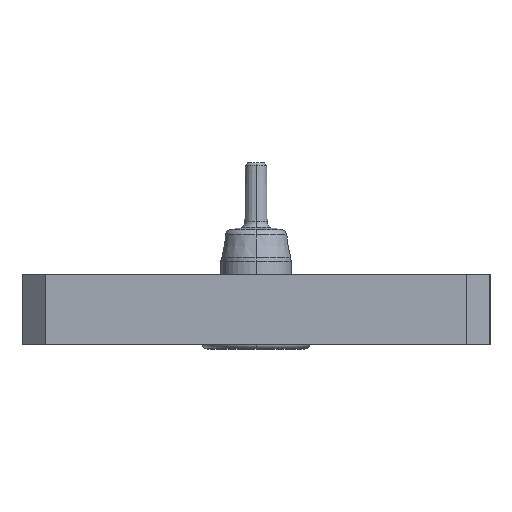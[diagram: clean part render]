
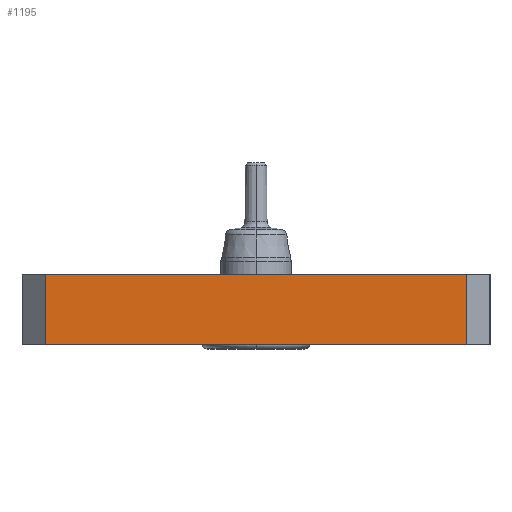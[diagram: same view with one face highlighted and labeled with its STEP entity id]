
A CAD part, left-side view. The second image highlights one B-rep face of the part: STEP entity #1195.
In plain terms, the highlighted planar face has unit normal (-1, 0, 0).
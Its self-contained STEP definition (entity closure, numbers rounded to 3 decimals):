
#69 = ORIENTED_EDGE ( 'NONE', *, *, #2526, .T. ) ;
#364 = EDGE_CURVE ( 'NONE', #2501, #1416, #2505, .T. ) ;
#408 = CARTESIAN_POINT ( 'NONE',  ( -18.475, 1., 3. ) ) ;
#409 = ORIENTED_EDGE ( 'NONE', *, *, #1174, .T. ) ;
#523 = FACE_OUTER_BOUND ( 'NONE', #2559, .T. ) ;
#582 = ORIENTED_EDGE ( 'NONE', *, *, #1956, .T. ) ;
#674 = CARTESIAN_POINT ( 'NONE',  ( -18.475, 19., 3. ) ) ;
#678 = AXIS2_PLACEMENT_3D ( 'NONE', #2267, #1355, #1138 ) ;
#705 = VERTEX_POINT ( 'NONE', #757 ) ;
#757 = CARTESIAN_POINT ( 'NONE',  ( -18.475, 19., 0. ) ) ;
#1018 = DIRECTION ( 'NONE',  ( 0., -1., 0. ) ) ;
#1036 = DIRECTION ( 'NONE',  ( 0., 0., 1. ) ) ;
#1138 = DIRECTION ( 'NONE',  ( 0., 1., 0. ) ) ;
#1162 = DIRECTION ( 'NONE',  ( 0., -1., 0. ) ) ;
#1174 = EDGE_CURVE ( 'NONE', #2501, #705, #2580, .T. ) ;
#1195 = ADVANCED_FACE ( 'NONE', ( #523 ), #1401, .F. ) ;
#1205 = CARTESIAN_POINT ( 'NONE',  ( -18.475, 19., 3. ) ) ;
#1217 = CARTESIAN_POINT ( 'NONE',  ( -18.475, 20., 3. ) ) ;
#1355 = DIRECTION ( 'NONE',  ( 1., 0., 0. ) ) ;
#1401 = PLANE ( 'NONE',  #678 ) ;
#1416 = VERTEX_POINT ( 'NONE', #408 ) ;
#1428 = CARTESIAN_POINT ( 'NONE',  ( -18.475, 1., 3. ) ) ;
#1594 = LINE ( 'NONE', #2667, #1684 ) ;
#1668 = CARTESIAN_POINT ( 'NONE',  ( -18.475, 1., 0. ) ) ;
#1684 = VECTOR ( 'NONE', #1162, 1000. ) ;
#1685 = ORIENTED_EDGE ( 'NONE', *, *, #364, .F. ) ;
#1781 = VECTOR ( 'NONE', #1036, 1000. ) ;
#1876 = VECTOR ( 'NONE', #2039, 1000. ) ;
#1956 = EDGE_CURVE ( 'NONE', #2023, #1416, #2262, .T. ) ;
#2023 = VERTEX_POINT ( 'NONE', #1668 ) ;
#2039 = DIRECTION ( 'NONE',  ( 0., 0., -1. ) ) ;
#2262 = LINE ( 'NONE', #1428, #1781 ) ;
#2267 = CARTESIAN_POINT ( 'NONE',  ( -18.475, 20., 3. ) ) ;
#2501 = VERTEX_POINT ( 'NONE', #1205 ) ;
#2505 = LINE ( 'NONE', #1217, #2656 ) ;
#2526 = EDGE_CURVE ( 'NONE', #705, #2023, #1594, .T. ) ;
#2559 = EDGE_LOOP ( 'NONE', ( #1685, #409, #69, #582 ) ) ;
#2580 = LINE ( 'NONE', #674, #1876 ) ;
#2656 = VECTOR ( 'NONE', #1018, 1000. ) ;
#2667 = CARTESIAN_POINT ( 'NONE',  ( -18.475, 20., 0. ) ) ;
